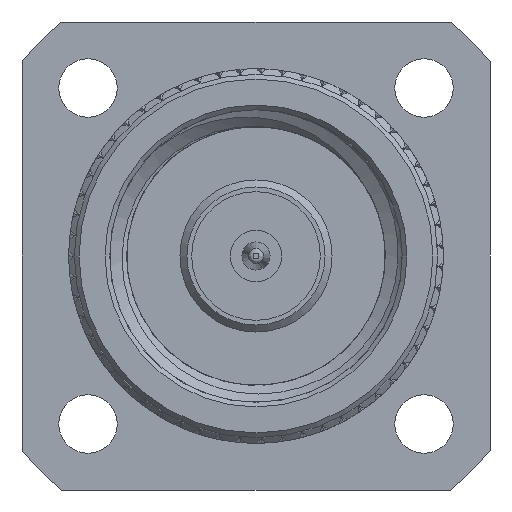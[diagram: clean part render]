
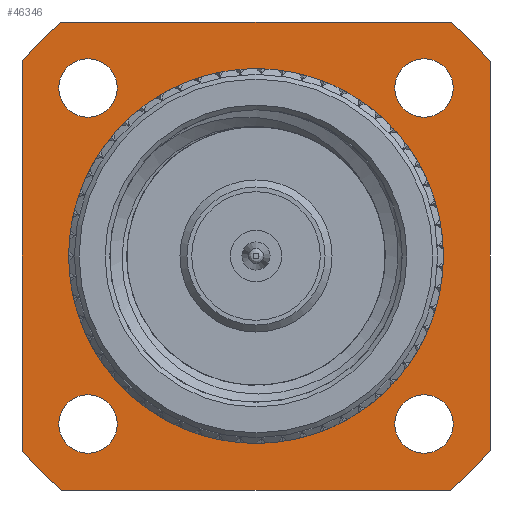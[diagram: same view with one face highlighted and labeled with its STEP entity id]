
A CAD part, left-side view. The second image highlights one B-rep face of the part: STEP entity #46346.
In plain terms, the highlighted planar face has unit normal (-1, 0, 0).
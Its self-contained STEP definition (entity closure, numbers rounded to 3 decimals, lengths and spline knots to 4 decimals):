
#1351 = DIRECTION ( 'NONE',  ( 0., 1., 0. ) ) ;
#1733 = CARTESIAN_POINT ( 'NONE',  ( 0.6986, 0., 0. ) ) ;
#3270 = VECTOR ( 'NONE', #12069, 39.3701 ) ;
#4183 = ORIENTED_EDGE ( 'NONE', *, *, #9905, .F. ) ;
#5458 = CARTESIAN_POINT ( 'NONE',  ( 0.6986, -0.3395, 0. ) ) ;
#5483 = CARTESIAN_POINT ( 'NONE',  ( 0.6986, 0., 0. ) ) ;
#5902 = EDGE_CURVE ( 'NONE', #70640, #10235, #38540, .T. ) ;
#8822 = DIRECTION ( 'NONE',  ( -1., 0., 0. ) ) ;
#9905 = EDGE_CURVE ( 'NONE', #31590, #31590, #73403, .T. ) ;
#10235 = VERTEX_POINT ( 'NONE', #65878 ) ;
#11380 = CARTESIAN_POINT ( 'NONE',  ( 0.6986, -0.4215, 0.359 ) ) ;
#11802 = DIRECTION ( 'NONE',  ( 0., -1., 0. ) ) ;
#11896 = CARTESIAN_POINT ( 'NONE',  ( 0.6986, -0.4153, 0.5 ) ) ;
#12069 = DIRECTION ( 'NONE',  ( 0., 0., 1. ) ) ;
#12105 = DIRECTION ( 'NONE',  ( -1., 0., 0. ) ) ;
#14177 = EDGE_CURVE ( 'NONE', #15799, #15799, #84616, .T. ) ;
#15007 = VERTEX_POINT ( 'NONE', #11896 ) ;
#15322 = CARTESIAN_POINT ( 'NONE',  ( 0.6986, 0.359, 0.359 ) ) ;
#15709 = EDGE_CURVE ( 'NONE', #54648, #15007, #44227, .T. ) ;
#15799 = VERTEX_POINT ( 'NONE', #11380 ) ;
#16693 = ORIENTED_EDGE ( 'NONE', *, *, #14177, .F. ) ;
#17721 = CIRCLE ( 'NONE', #61770, 0.65 ) ;
#17903 = EDGE_LOOP ( 'NONE', ( #80192 ) ) ;
#18339 = AXIS2_PLACEMENT_3D ( 'NONE', #86150, #60031, #72842 ) ;
#18711 = ORIENTED_EDGE ( 'NONE', *, *, #47043, .F. ) ;
#20046 = CARTESIAN_POINT ( 'NONE',  ( 0.6986, -0.5, -0.4153 ) ) ;
#21210 = DIRECTION ( 'NONE',  ( 0., -1., 0. ) ) ;
#23543 = DIRECTION ( 'NONE',  ( -1., 0., 0. ) ) ;
#24217 = EDGE_CURVE ( 'NONE', #72466, #10235, #59648, .T. ) ;
#24836 = AXIS2_PLACEMENT_3D ( 'NONE', #5483, #33225, #39970 ) ;
#25047 = DIRECTION ( 'NONE',  ( -1., 0., 0. ) ) ;
#25140 = FACE_BOUND ( 'NONE', #73826, .T. ) ;
#26872 = EDGE_CURVE ( 'NONE', #72466, #61857, #35146, .T. ) ;
#27189 = VECTOR ( 'NONE', #21210, 39.3701 ) ;
#27275 = FACE_BOUND ( 'NONE', #17903, .T. ) ;
#28312 = FACE_BOUND ( 'NONE', #78455, .T. ) ;
#29005 = AXIS2_PLACEMENT_3D ( 'NONE', #53149, #25047, #86938 ) ;
#29145 = DIRECTION ( 'NONE',  ( 0., 1., 0. ) ) ;
#29402 = CARTESIAN_POINT ( 'NONE',  ( 0.6986, -0.5, 0.5 ) ) ;
#29473 = DIRECTION ( 'NONE',  ( 0., -1., 0. ) ) ;
#29523 = CARTESIAN_POINT ( 'NONE',  ( 0.6986, 0.5, 0.4153 ) ) ;
#31019 = CARTESIAN_POINT ( 'NONE',  ( 0.6986, -0.5, 0.4153 ) ) ;
#31562 = LINE ( 'NONE', #29402, #50705 ) ;
#31590 = VERTEX_POINT ( 'NONE', #32315 ) ;
#32315 = CARTESIAN_POINT ( 'NONE',  ( 0.6986, 0.2965, 0.359 ) ) ;
#32452 = CARTESIAN_POINT ( 'NONE',  ( 0.6986, 0., 0. ) ) ;
#32853 = LINE ( 'NONE', #43404, #3270 ) ;
#33225 = DIRECTION ( 'NONE',  ( 1., 0., 0. ) ) ;
#34069 = CARTESIAN_POINT ( 'NONE',  ( 0.6986, 0.2965, -0.359 ) ) ;
#35146 = CIRCLE ( 'NONE', #41177, 0.65 ) ;
#35895 = CARTESIAN_POINT ( 'NONE',  ( 0.6986, 0., 0. ) ) ;
#36459 = DIRECTION ( 'NONE',  ( 0., -1., 0. ) ) ;
#36698 = FACE_OUTER_BOUND ( 'NONE', #57645, .T. ) ;
#37438 = CARTESIAN_POINT ( 'NONE',  ( 0.6986, 0.4153, 0.5 ) ) ;
#37869 = ORIENTED_EDGE ( 'NONE', *, *, #5902, .F. ) ;
#37917 = VERTEX_POINT ( 'NONE', #79180 ) ;
#38529 = DIRECTION ( 'NONE',  ( 1., 0., 0. ) ) ;
#38540 = CIRCLE ( 'NONE', #69552, 0.65 ) ;
#38567 = EDGE_CURVE ( 'NONE', #45403, #45403, #74447, .T. ) ;
#39970 = DIRECTION ( 'NONE',  ( 0., 1., 0. ) ) ;
#40923 = EDGE_CURVE ( 'NONE', #61947, #54648, #32853, .T. ) ;
#41177 = AXIS2_PLACEMENT_3D ( 'NONE', #1733, #55800, #29145 ) ;
#41391 = ORIENTED_EDGE ( 'NONE', *, *, #26872, .F. ) ;
#41756 = CARTESIAN_POINT ( 'NONE',  ( 0.6986, 0., 0. ) ) ;
#42561 = DIRECTION ( 'NONE',  ( 0., 0., -1. ) ) ;
#43404 = CARTESIAN_POINT ( 'NONE',  ( 0.6986, -0.5, -0.5 ) ) ;
#44227 = CIRCLE ( 'NONE', #82064, 0.65 ) ;
#44415 = AXIS2_PLACEMENT_3D ( 'NONE', #35895, #50148, #36459 ) ;
#44685 = EDGE_CURVE ( 'NONE', #15007, #61857, #31562, .T. ) ;
#45403 = VERTEX_POINT ( 'NONE', #5458 ) ;
#45901 = CIRCLE ( 'NONE', #18339, 0.0625 ) ;
#46346 = ADVANCED_FACE ( 'NONE', ( #27275, #52644, #28312, #70672, #25140, #36698 ), #60705, .F. ) ;
#46828 = EDGE_CURVE ( 'NONE', #70640, #81690, #65275, .T. ) ;
#47043 = EDGE_CURVE ( 'NONE', #61947, #81690, #17721, .T. ) ;
#47588 = EDGE_LOOP ( 'NONE', ( #16693 ) ) ;
#49544 = VERTEX_POINT ( 'NONE', #34069 ) ;
#49564 = CARTESIAN_POINT ( 'NONE',  ( 0.6986, -0.359, 0.359 ) ) ;
#50148 = DIRECTION ( 'NONE',  ( -1., 0., 0. ) ) ;
#50705 = VECTOR ( 'NONE', #77996, 39.3701 ) ;
#50957 = ORIENTED_EDGE ( 'NONE', *, *, #46828, .T. ) ;
#51957 = ORIENTED_EDGE ( 'NONE', *, *, #15709, .T. ) ;
#52644 = FACE_BOUND ( 'NONE', #47588, .T. ) ;
#52660 = ORIENTED_EDGE ( 'NONE', *, *, #81654, .F. ) ;
#53149 = CARTESIAN_POINT ( 'NONE',  ( 0.6986, -0.359, -0.359 ) ) ;
#54648 = VERTEX_POINT ( 'NONE', #31019 ) ;
#55226 = CARTESIAN_POINT ( 'NONE',  ( 0.6986, -0.5, -0.5 ) ) ;
#55800 = DIRECTION ( 'NONE',  ( 1., 0., 0. ) ) ;
#56077 = DIRECTION ( 'NONE',  ( 0., -1., 0. ) ) ;
#56406 = EDGE_LOOP ( 'NONE', ( #52660 ) ) ;
#57645 = EDGE_LOOP ( 'NONE', ( #41391, #72321, #37869, #50957, #18711, #63255, #51957, #67267 ) ) ;
#58644 = VECTOR ( 'NONE', #42561, 39.3701 ) ;
#59648 = LINE ( 'NONE', #64160, #58644 ) ;
#60031 = DIRECTION ( 'NONE',  ( -1., 0., 0. ) ) ;
#60705 = PLANE ( 'NONE',  #24836 ) ;
#60812 = AXIS2_PLACEMENT_3D ( 'NONE', #49564, #8822, #56077 ) ;
#61770 = AXIS2_PLACEMENT_3D ( 'NONE', #86558, #38529, #72662 ) ;
#61857 = VERTEX_POINT ( 'NONE', #37438 ) ;
#61871 = DIRECTION ( 'NONE',  ( 1., 0., 0. ) ) ;
#61947 = VERTEX_POINT ( 'NONE', #20046 ) ;
#63255 = ORIENTED_EDGE ( 'NONE', *, *, #40923, .T. ) ;
#64160 = CARTESIAN_POINT ( 'NONE',  ( 0.6986, 0.5, -0.5 ) ) ;
#64405 = EDGE_CURVE ( 'NONE', #37917, #37917, #69703, .T. ) ;
#65275 = LINE ( 'NONE', #55226, #27189 ) ;
#65878 = CARTESIAN_POINT ( 'NONE',  ( 0.6986, 0.5, -0.4153 ) ) ;
#66708 = ORIENTED_EDGE ( 'NONE', *, *, #38567, .F. ) ;
#67267 = ORIENTED_EDGE ( 'NONE', *, *, #44685, .T. ) ;
#67306 = CARTESIAN_POINT ( 'NONE',  ( 0.6986, 0.4153, -0.5 ) ) ;
#69552 = AXIS2_PLACEMENT_3D ( 'NONE', #41756, #61871, #1351 ) ;
#69703 = CIRCLE ( 'NONE', #29005, 0.0625 ) ;
#70640 = VERTEX_POINT ( 'NONE', #67306 ) ;
#70672 = FACE_BOUND ( 'NONE', #56406, .T. ) ;
#72321 = ORIENTED_EDGE ( 'NONE', *, *, #24217, .T. ) ;
#72466 = VERTEX_POINT ( 'NONE', #29523 ) ;
#72662 = DIRECTION ( 'NONE',  ( 0., 1., 0. ) ) ;
#72842 = DIRECTION ( 'NONE',  ( 0., -1., 0. ) ) ;
#73403 = CIRCLE ( 'NONE', #78539, 0.0625 ) ;
#73826 = EDGE_LOOP ( 'NONE', ( #66708 ) ) ;
#74447 = CIRCLE ( 'NONE', #44415, 0.3395 ) ;
#77996 = DIRECTION ( 'NONE',  ( 0., 1., 0. ) ) ;
#78455 = EDGE_LOOP ( 'NONE', ( #4183 ) ) ;
#78539 = AXIS2_PLACEMENT_3D ( 'NONE', #15322, #23543, #29473 ) ;
#79180 = CARTESIAN_POINT ( 'NONE',  ( 0.6986, -0.4215, -0.359 ) ) ;
#80192 = ORIENTED_EDGE ( 'NONE', *, *, #64405, .F. ) ;
#81654 = EDGE_CURVE ( 'NONE', #49544, #49544, #45901, .T. ) ;
#81690 = VERTEX_POINT ( 'NONE', #85576 ) ;
#82064 = AXIS2_PLACEMENT_3D ( 'NONE', #32452, #12105, #11802 ) ;
#84616 = CIRCLE ( 'NONE', #60812, 0.0625 ) ;
#85576 = CARTESIAN_POINT ( 'NONE',  ( 0.6986, -0.4153, -0.5 ) ) ;
#86150 = CARTESIAN_POINT ( 'NONE',  ( 0.6986, 0.359, -0.359 ) ) ;
#86558 = CARTESIAN_POINT ( 'NONE',  ( 0.6986, 0., 0. ) ) ;
#86938 = DIRECTION ( 'NONE',  ( 0., -1., 0. ) ) ;
